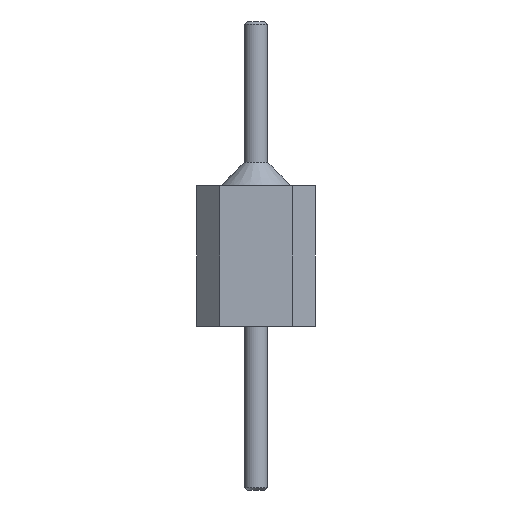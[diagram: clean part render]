
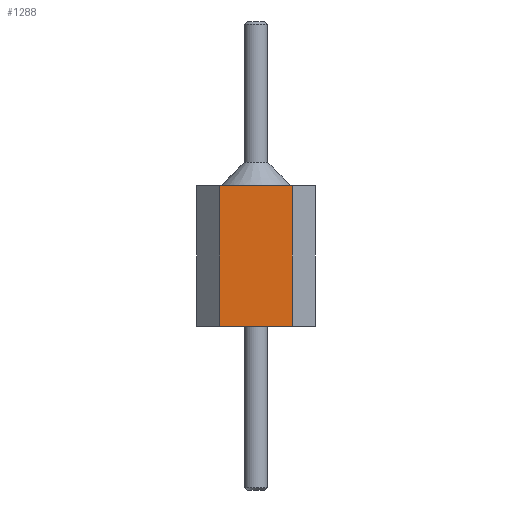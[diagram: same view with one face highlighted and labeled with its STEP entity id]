
A CAD part, front view. The second image highlights one B-rep face of the part: STEP entity #1288.
In plain terms, the highlighted planar face has unit normal (0, -1, 0).
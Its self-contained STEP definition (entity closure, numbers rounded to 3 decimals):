
#1232 = VERTEX_POINT('',#1233);
#1233 = CARTESIAN_POINT('',(-0.775,-1.27,3.));
#1239 = EDGE_CURVE('',#1240,#1232,#1242,.T.);
#1240 = VERTEX_POINT('',#1241);
#1241 = CARTESIAN_POINT('',(-0.775,-1.27,0.));
#1242 = LINE('',#1243,#1244);
#1243 = CARTESIAN_POINT('',(-0.775,-1.27,0.));
#1244 = VECTOR('',#1245,1.);
#1245 = DIRECTION('',(0.,0.,1.));
#1288 = ADVANCED_FACE('',(#1289),#1314,.F.);
#1289 = FACE_BOUND('',#1290,.F.);
#1290 = EDGE_LOOP('',(#1291,#1292,#1300,#1308));
#1291 = ORIENTED_EDGE('',*,*,#1239,.T.);
#1292 = ORIENTED_EDGE('',*,*,#1293,.T.);
#1293 = EDGE_CURVE('',#1232,#1294,#1296,.T.);
#1294 = VERTEX_POINT('',#1295);
#1295 = CARTESIAN_POINT('',(0.775,-1.27,3.));
#1296 = LINE('',#1297,#1298);
#1297 = CARTESIAN_POINT('',(-0.775,-1.27,3.));
#1298 = VECTOR('',#1299,1.);
#1299 = DIRECTION('',(1.,0.,0.));
#1300 = ORIENTED_EDGE('',*,*,#1301,.F.);
#1301 = EDGE_CURVE('',#1302,#1294,#1304,.T.);
#1302 = VERTEX_POINT('',#1303);
#1303 = CARTESIAN_POINT('',(0.775,-1.27,0.));
#1304 = LINE('',#1305,#1306);
#1305 = CARTESIAN_POINT('',(0.775,-1.27,0.));
#1306 = VECTOR('',#1307,1.);
#1307 = DIRECTION('',(0.,0.,1.));
#1308 = ORIENTED_EDGE('',*,*,#1309,.F.);
#1309 = EDGE_CURVE('',#1240,#1302,#1310,.T.);
#1310 = LINE('',#1311,#1312);
#1311 = CARTESIAN_POINT('',(-0.775,-1.27,0.));
#1312 = VECTOR('',#1313,1.);
#1313 = DIRECTION('',(1.,0.,0.));
#1314 = PLANE('',#1315);
#1315 = AXIS2_PLACEMENT_3D('',#1316,#1317,#1318);
#1316 = CARTESIAN_POINT('',(-0.775,-1.27,0.));
#1317 = DIRECTION('',(0.,1.,0.));
#1318 = DIRECTION('',(1.,0.,0.));
